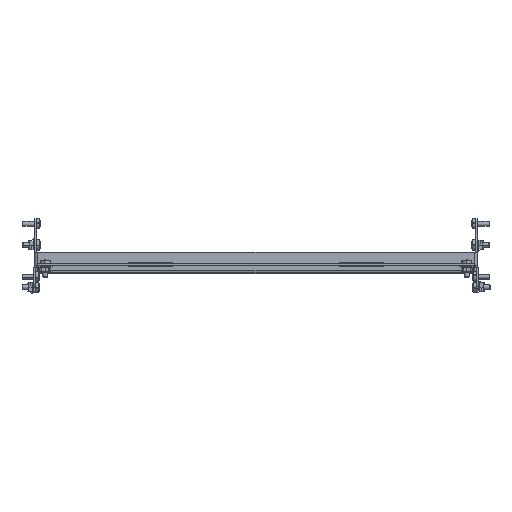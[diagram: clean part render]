
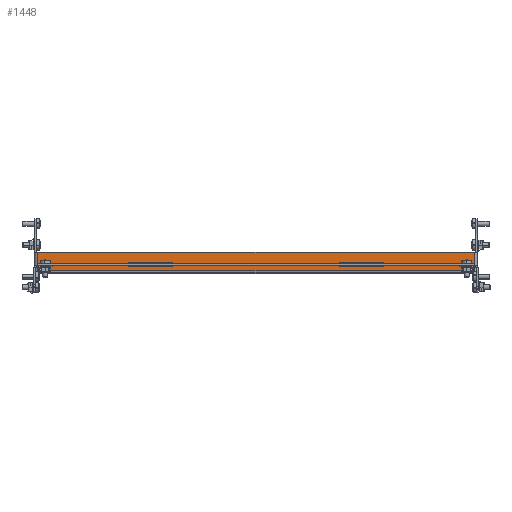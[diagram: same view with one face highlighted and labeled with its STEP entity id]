
A CAD part, front view. The second image highlights one B-rep face of the part: STEP entity #1448.
In plain terms, the highlighted face is planar.
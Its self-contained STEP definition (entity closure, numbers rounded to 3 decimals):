
#1448 = ADVANCED_FACE ( 'NONE', ( #26678, #44563, #41074 ), #13825, .F. ) ;
#1856 = DIRECTION ( 'NONE',  ( 0., 0., 1. ) ) ;
#1955 = ORIENTED_EDGE ( 'NONE', *, *, #45169, .F. ) ;
#2048 = CARTESIAN_POINT ( 'NONE',  ( 35., 56., -360.5 ) ) ;
#2120 = ORIENTED_EDGE ( 'NONE', *, *, #9945, .F. ) ;
#3865 = EDGE_CURVE ( 'NONE', #4413, #6153, #34713, .T. ) ;
#4413 = VERTEX_POINT ( 'NONE', #8635 ) ;
#4435 = CARTESIAN_POINT ( 'NONE',  ( 35., 61.5, -3.5 ) ) ;
#4719 = CARTESIAN_POINT ( 'NONE',  ( 35., 56., -162.5 ) ) ;
#4735 = DIRECTION ( 'NONE',  ( 0., 1., 0. ) ) ;
#5332 = CARTESIAN_POINT ( 'NONE',  ( 35., 0., 0. ) ) ;
#6153 = VERTEX_POINT ( 'NONE', #18958 ) ;
#7378 = EDGE_LOOP ( 'NONE', ( #19236, #1955, #42458, #15210 ) ) ;
#7406 = VERTEX_POINT ( 'NONE', #16404 ) ;
#7647 = EDGE_CURVE ( 'NONE', #20141, #43055, #38428, .T. ) ;
#8635 = CARTESIAN_POINT ( 'NONE',  ( 35., 56., -110.5 ) ) ;
#8759 = DIRECTION ( 'NONE',  ( 0., -1., 0. ) ) ;
#9296 = DIRECTION ( 'NONE',  ( 0., 1., 0. ) ) ;
#9300 = DIRECTION ( 'NONE',  ( 0., 0., -1. ) ) ;
#9678 = VERTEX_POINT ( 'NONE', #16897 ) ;
#9945 = EDGE_CURVE ( 'NONE', #27204, #18259, #37504, .T. ) ;
#10799 = EDGE_CURVE ( 'NONE', #6153, #27204, #34136, .T. ) ;
#11007 = VECTOR ( 'NONE', #28961, 1000. ) ;
#12217 = DIRECTION ( 'NONE',  ( 0., 1., 0. ) ) ;
#12259 = LINE ( 'NONE', #2048, #31150 ) ;
#12335 = CARTESIAN_POINT ( 'NONE',  ( 35., 65., -3.5 ) ) ;
#12440 = CARTESIAN_POINT ( 'NONE',  ( 35., 56., -162.5 ) ) ;
#12743 = DIRECTION ( 'NONE',  ( -1., 0., 0. ) ) ;
#13713 = ORIENTED_EDGE ( 'NONE', *, *, #3865, .F. ) ;
#13825 = PLANE ( 'NONE',  #18198 ) ;
#13840 = EDGE_LOOP ( 'NONE', ( #45557, #27672, #21152, #29525 ) ) ;
#13953 = VERTEX_POINT ( 'NONE', #23647 ) ;
#14497 = EDGE_CURVE ( 'NONE', #35467, #16415, #31002, .T. ) ;
#15199 = VERTEX_POINT ( 'NONE', #43695 ) ;
#15210 = ORIENTED_EDGE ( 'NONE', *, *, #43364, .F. ) ;
#16404 = CARTESIAN_POINT ( 'NONE',  ( 35., 52., -412.5 ) ) ;
#16415 = VERTEX_POINT ( 'NONE', #20339 ) ;
#16897 = CARTESIAN_POINT ( 'NONE',  ( 35., 52., -360.5 ) ) ;
#17097 = DIRECTION ( 'NONE',  ( 0., -1., 0. ) ) ;
#17244 = VECTOR ( 'NONE', #38189, 1000. ) ;
#17290 = ORIENTED_EDGE ( 'NONE', *, *, #10799, .F. ) ;
#17549 = VECTOR ( 'NONE', #26756, 1000. ) ;
#18160 = EDGE_LOOP ( 'NONE', ( #41729, #2120, #17290, #13713 ) ) ;
#18198 = AXIS2_PLACEMENT_3D ( 'NONE', #5332, #12743, #1856 ) ;
#18259 = VERTEX_POINT ( 'NONE', #4719 ) ;
#18406 = EDGE_CURVE ( 'NONE', #9678, #7406, #23051, .T. ) ;
#18958 = CARTESIAN_POINT ( 'NONE',  ( 35., 52., -110.5 ) ) ;
#19236 = ORIENTED_EDGE ( 'NONE', *, *, #14497, .F. ) ;
#20141 = VERTEX_POINT ( 'NONE', #39301 ) ;
#20338 = CARTESIAN_POINT ( 'NONE',  ( 35., 56., -110.5 ) ) ;
#20339 = CARTESIAN_POINT ( 'NONE',  ( 35., 56., -360.5 ) ) ;
#20479 = EDGE_CURVE ( 'NONE', #15199, #13953, #42456, .T. ) ;
#21019 = DIRECTION ( 'NONE',  ( 0., 0., 1. ) ) ;
#21152 = ORIENTED_EDGE ( 'NONE', *, *, #20479, .T. ) ;
#22705 = VECTOR ( 'NONE', #17097, 1000. ) ;
#22709 = DIRECTION ( 'NONE',  ( 0., 1., 0. ) ) ;
#22783 = LINE ( 'NONE', #12335, #38673 ) ;
#23051 = LINE ( 'NONE', #37197, #17549 ) ;
#23053 = VECTOR ( 'NONE', #22709, 1000. ) ;
#23375 = VECTOR ( 'NONE', #21019, 1000. ) ;
#23647 = CARTESIAN_POINT ( 'NONE',  ( 35., 39.746, -519.5 ) ) ;
#23804 = CARTESIAN_POINT ( 'NONE',  ( 35., 56., -110.5 ) ) ;
#24893 = VECTOR ( 'NONE', #12217, 1000. ) ;
#25850 = CARTESIAN_POINT ( 'NONE',  ( 35., 56., -412.5 ) ) ;
#26678 = FACE_BOUND ( 'NONE', #18160, .T. ) ;
#26756 = DIRECTION ( 'NONE',  ( 0., 0., -1. ) ) ;
#26947 = CARTESIAN_POINT ( 'NONE',  ( 35., 52., -110.5 ) ) ;
#27204 = VERTEX_POINT ( 'NONE', #38981 ) ;
#27635 = CARTESIAN_POINT ( 'NONE',  ( 35., 56., -412.5 ) ) ;
#27672 = ORIENTED_EDGE ( 'NONE', *, *, #34975, .F. ) ;
#27989 = VECTOR ( 'NONE', #9300, 1000. ) ;
#28961 = DIRECTION ( 'NONE',  ( 0., 0., -1. ) ) ;
#29525 = ORIENTED_EDGE ( 'NONE', *, *, #32548, .T. ) ;
#29557 = LINE ( 'NONE', #25850, #38558 ) ;
#31002 = LINE ( 'NONE', #45183, #17244 ) ;
#31150 = VECTOR ( 'NONE', #8759, 1000. ) ;
#31992 = CARTESIAN_POINT ( 'NONE',  ( 35., 39.746, 0. ) ) ;
#32548 = EDGE_CURVE ( 'NONE', #13953, #20141, #36161, .T. ) ;
#34136 = LINE ( 'NONE', #26947, #27989 ) ;
#34713 = LINE ( 'NONE', #20338, #22705 ) ;
#34940 = CARTESIAN_POINT ( 'NONE',  ( 35., 61.5, -519.5 ) ) ;
#34975 = EDGE_CURVE ( 'NONE', #15199, #43055, #22783, .T. ) ;
#35467 = VERTEX_POINT ( 'NONE', #27635 ) ;
#36161 = LINE ( 'NONE', #36636, #23053 ) ;
#36636 = CARTESIAN_POINT ( 'NONE',  ( 35., 65., -519.5 ) ) ;
#37197 = CARTESIAN_POINT ( 'NONE',  ( 35., 52., -412.5 ) ) ;
#37504 = LINE ( 'NONE', #12440, #24893 ) ;
#38176 = DIRECTION ( 'NONE',  ( 0., 0., 1. ) ) ;
#38189 = DIRECTION ( 'NONE',  ( 0., 0., 1. ) ) ;
#38428 = LINE ( 'NONE', #34940, #23375 ) ;
#38558 = VECTOR ( 'NONE', #4735, 1000. ) ;
#38673 = VECTOR ( 'NONE', #9296, 1000. ) ;
#38981 = CARTESIAN_POINT ( 'NONE',  ( 35., 52., -162.5 ) ) ;
#39301 = CARTESIAN_POINT ( 'NONE',  ( 35., 61.5, -519.5 ) ) ;
#40783 = VECTOR ( 'NONE', #38176, 1000. ) ;
#41074 = FACE_OUTER_BOUND ( 'NONE', #13840, .T. ) ;
#41729 = ORIENTED_EDGE ( 'NONE', *, *, #44956, .F. ) ;
#42456 = LINE ( 'NONE', #31992, #11007 ) ;
#42458 = ORIENTED_EDGE ( 'NONE', *, *, #18406, .F. ) ;
#43055 = VERTEX_POINT ( 'NONE', #4435 ) ;
#43364 = EDGE_CURVE ( 'NONE', #16415, #9678, #12259, .T. ) ;
#43695 = CARTESIAN_POINT ( 'NONE',  ( 35., 39.746, -3.5 ) ) ;
#44563 = FACE_BOUND ( 'NONE', #7378, .T. ) ;
#44941 = LINE ( 'NONE', #23804, #40783 ) ;
#44956 = EDGE_CURVE ( 'NONE', #18259, #4413, #44941, .T. ) ;
#45169 = EDGE_CURVE ( 'NONE', #7406, #35467, #29557, .T. ) ;
#45183 = CARTESIAN_POINT ( 'NONE',  ( 35., 56., -412.5 ) ) ;
#45557 = ORIENTED_EDGE ( 'NONE', *, *, #7647, .T. ) ;
